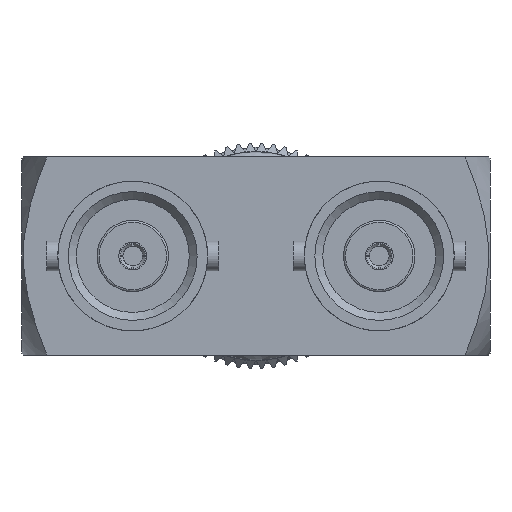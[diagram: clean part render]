
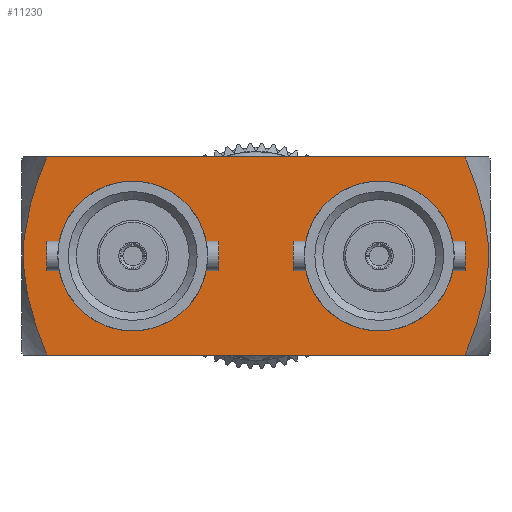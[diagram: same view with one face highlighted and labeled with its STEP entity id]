
A CAD part, front view. The second image highlights one B-rep face of the part: STEP entity #11230.
In plain terms, the highlighted planar face has unit normal (0, -1, 0).
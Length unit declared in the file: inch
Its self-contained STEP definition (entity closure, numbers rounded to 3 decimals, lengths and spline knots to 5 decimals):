
#79 = CARTESIAN_POINT ( 'NONE',  ( -0.31102, -0.25, 0.189 ) ) ;
#90 = CARTESIAN_POINT ( 'NONE',  ( 0.58607, -0.25, -0.04238 ) ) ;
#92 = ORIENTED_EDGE ( 'NONE', *, *, #4844, .F. ) ;
#541 = CARTESIAN_POINT ( 'NONE',  ( -0.58607, -0.25, -0.04238 ) ) ;
#615 = B_SPLINE_CURVE_WITH_KNOTS ( 'NONE', 3,
 ( #14929, #4240, #3908, #9139, #5200, #541, #6493, #8825, #2804, #13718, #7619, #7785, #12509, #10112 ),
 .UNSPECIFIED., .F., .F.,
 ( 4, 2, 2, 2, 2, 2, 4 ),
 ( 0.00705, 0.01035, 0.012, 0.01365, 0.01694, 0.01859, 0.02024 ),
 .UNSPECIFIED. ) ;
#981 = DIRECTION ( 'NONE',  ( 0., 1., 0. ) ) ;
#1220 = CARTESIAN_POINT ( 'NONE',  ( 0.54422, -0.25, -0.20991 ) ) ;
#1443 = CARTESIAN_POINT ( 'NONE',  ( -0.59055, -0.25, 0.25 ) ) ;
#1838 = ORIENTED_EDGE ( 'NONE', *, *, #6103, .T. ) ;
#2196 = FACE_BOUND ( 'NONE', #2671, .T. ) ;
#2671 = EDGE_LOOP ( 'NONE', ( #11157 ) ) ;
#2804 = CARTESIAN_POINT ( 'NONE',  ( -0.58075, -0.25, 0.08641 ) ) ;
#3360 = LINE ( 'NONE', #8260, #4635 ) ;
#3681 = ORIENTED_EDGE ( 'NONE', *, *, #5530, .F. ) ;
#3908 = CARTESIAN_POINT ( 'NONE',  ( -0.55911, -0.25, -0.16893 ) ) ;
#3929 = CIRCLE ( 'NONE', #9586, 0.189 ) ;
#3944 = CARTESIAN_POINT ( 'NONE',  ( 0.58769, -0.25, -0.02046 ) ) ;
#4093 = DIRECTION ( 'NONE',  ( 1., 0., 0. ) ) ;
#4240 = CARTESIAN_POINT ( 'NONE',  ( -0.54422, -0.25, -0.20991 ) ) ;
#4397 = VERTEX_POINT ( 'NONE', #11441 ) ;
#4563 = DIRECTION ( 'NONE',  ( 1., 0., 0. ) ) ;
#4635 = VECTOR ( 'NONE', #4563, 39.37008 ) ;
#4759 = FACE_OUTER_BOUND ( 'NONE', #5057, .T. ) ;
#4844 = EDGE_CURVE ( 'NONE', #4397, #7185, #7205, .T. ) ;
#4997 = CARTESIAN_POINT ( 'NONE',  ( 0.5755, -0.25, -0.1063 ) ) ;
#5057 = EDGE_LOOP ( 'NONE', ( #3681, #7662, #92, #14121 ) ) ;
#5072 = CARTESIAN_POINT ( 'NONE',  ( 0.5437, -0.25, 0.21001 ) ) ;
#5200 = CARTESIAN_POINT ( 'NONE',  ( -0.57996, -0.25, -0.0852 ) ) ;
#5530 = EDGE_CURVE ( 'NONE', #9539, #10750, #615, .T. ) ;
#5883 = DIRECTION ( 'NONE',  ( 0., 0., 1. ) ) ;
#6103 = EDGE_CURVE ( 'NONE', #14481, #14481, #3929, .T. ) ;
#6135 = CARTESIAN_POINT ( 'NONE',  ( -0.31102, -0.25, 0. ) ) ;
#6196 = CARTESIAN_POINT ( 'NONE',  ( 0.58752, -0.25, 0.0443 ) ) ;
#6266 = VECTOR ( 'NONE', #4093, 39.37008 ) ;
#6355 = CIRCLE ( 'NONE', #9682, 0.189 ) ;
#6358 = CARTESIAN_POINT ( 'NONE',  ( 0.53597, -0.25, 0.2301 ) ) ;
#6493 = CARTESIAN_POINT ( 'NONE',  ( -0.58769, -0.25, -0.02046 ) ) ;
#7185 = VERTEX_POINT ( 'NONE', #7926 ) ;
#7205 = B_SPLINE_CURVE_WITH_KNOTS ( 'NONE', 3,
 ( #13511, #6358, #5072, #7646, #8932, #12542, #6196, #3944, #90, #11100, #4997, #12229, #1220, #8857 ),
 .UNSPECIFIED., .F., .F.,
 ( 4, 2, 2, 2, 2, 2, 4 ),
 ( 0.0165, 0.01813, 0.01976, 0.02303, 0.02466, 0.02629, 0.02956 ),
 .UNSPECIFIED. ) ;
#7346 = DIRECTION ( 'NONE',  ( 0., 0., 1. ) ) ;
#7619 = CARTESIAN_POINT ( 'NONE',  ( -0.55793, -0.25, 0.16922 ) ) ;
#7646 = CARTESIAN_POINT ( 'NONE',  ( 0.55793, -0.25, 0.16922 ) ) ;
#7662 = ORIENTED_EDGE ( 'NONE', *, *, #8532, .T. ) ;
#7785 = CARTESIAN_POINT ( 'NONE',  ( -0.5437, -0.25, 0.21001 ) ) ;
#7804 = LINE ( 'NONE', #1443, #6266 ) ;
#7926 = CARTESIAN_POINT ( 'NONE',  ( 0.52785, -0.25, -0.25 ) ) ;
#8260 = CARTESIAN_POINT ( 'NONE',  ( -0.59055, -0.25, -0.25 ) ) ;
#8302 = FACE_BOUND ( 'NONE', #13377, .T. ) ;
#8456 = PLANE ( 'NONE',  #15087 ) ;
#8532 = EDGE_CURVE ( 'NONE', #9539, #7185, #3360, .T. ) ;
#8825 = CARTESIAN_POINT ( 'NONE',  ( -0.58752, -0.25, 0.0443 ) ) ;
#8857 = CARTESIAN_POINT ( 'NONE',  ( 0.52785, -0.25, -0.25 ) ) ;
#8932 = CARTESIAN_POINT ( 'NONE',  ( 0.5644, -0.25, 0.1486 ) ) ;
#9087 = CARTESIAN_POINT ( 'NONE',  ( 0.31102, -0.25, 0.189 ) ) ;
#9139 = CARTESIAN_POINT ( 'NONE',  ( -0.5755, -0.25, -0.1063 ) ) ;
#9441 = CARTESIAN_POINT ( 'NONE',  ( -0.52785, -0.25, -0.25 ) ) ;
#9539 = VERTEX_POINT ( 'NONE', #9441 ) ;
#9586 = AXIS2_PLACEMENT_3D ( 'NONE', #6135, #12165, #7346 ) ;
#9682 = AXIS2_PLACEMENT_3D ( 'NONE', #9976, #11097, #12540 ) ;
#9976 = CARTESIAN_POINT ( 'NONE',  ( 0.31102, -0.25, 0. ) ) ;
#10112 = CARTESIAN_POINT ( 'NONE',  ( -0.52785, -0.25, 0.25 ) ) ;
#10750 = VERTEX_POINT ( 'NONE', #13152 ) ;
#11097 = DIRECTION ( 'NONE',  ( 0., 1., 0. ) ) ;
#11100 = CARTESIAN_POINT ( 'NONE',  ( 0.57996, -0.25, -0.0852 ) ) ;
#11157 = ORIENTED_EDGE ( 'NONE', *, *, #11307, .T. ) ;
#11230 = ADVANCED_FACE ( 'NONE', ( #8302, #2196, #4759 ), #8456, .F. ) ;
#11307 = EDGE_CURVE ( 'NONE', #13902, #13902, #6355, .T. ) ;
#11441 = CARTESIAN_POINT ( 'NONE',  ( 0.52785, -0.25, 0.25 ) ) ;
#12165 = DIRECTION ( 'NONE',  ( 0., 1., 0. ) ) ;
#12229 = CARTESIAN_POINT ( 'NONE',  ( 0.55911, -0.25, -0.16893 ) ) ;
#12509 = CARTESIAN_POINT ( 'NONE',  ( -0.53597, -0.25, 0.2301 ) ) ;
#12540 = DIRECTION ( 'NONE',  ( 0., 0., 1. ) ) ;
#12542 = CARTESIAN_POINT ( 'NONE',  ( 0.58075, -0.25, 0.08641 ) ) ;
#13152 = CARTESIAN_POINT ( 'NONE',  ( -0.52785, -0.25, 0.25 ) ) ;
#13355 = CARTESIAN_POINT ( 'NONE',  ( -0.59055, -0.25, 0.25 ) ) ;
#13377 = EDGE_LOOP ( 'NONE', ( #1838 ) ) ;
#13511 = CARTESIAN_POINT ( 'NONE',  ( 0.52785, -0.25, 0.25 ) ) ;
#13718 = CARTESIAN_POINT ( 'NONE',  ( -0.5644, -0.25, 0.1486 ) ) ;
#13902 = VERTEX_POINT ( 'NONE', #9087 ) ;
#14121 = ORIENTED_EDGE ( 'NONE', *, *, #15172, .F. ) ;
#14481 = VERTEX_POINT ( 'NONE', #79 ) ;
#14929 = CARTESIAN_POINT ( 'NONE',  ( -0.52785, -0.25, -0.25 ) ) ;
#15087 = AXIS2_PLACEMENT_3D ( 'NONE', #13355, #981, #5883 ) ;
#15172 = EDGE_CURVE ( 'NONE', #10750, #4397, #7804, .T. ) ;
